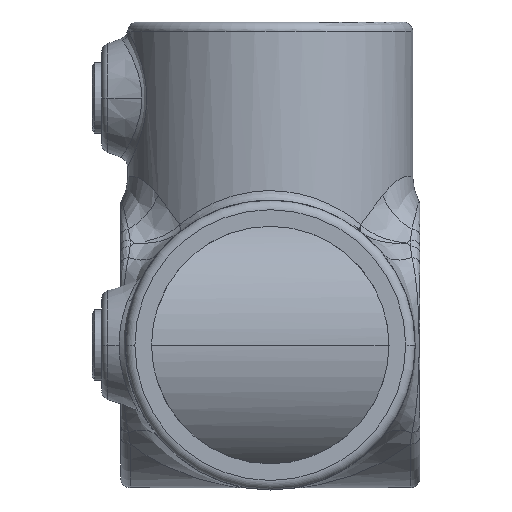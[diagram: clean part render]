
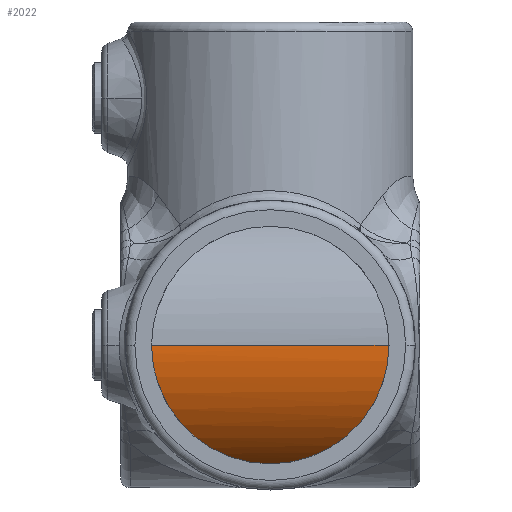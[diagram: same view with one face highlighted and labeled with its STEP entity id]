
A CAD part, left-side view. The second image highlights one B-rep face of the part: STEP entity #2022.
In plain terms, the highlighted cylindrical face has radius 30 mm (diameter 60 mm), a partial arc.
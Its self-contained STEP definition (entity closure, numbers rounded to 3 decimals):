
#58 = CARTESIAN_POINT ( 'NONE',  ( -28.005, 10.788, 22.568 ) ) ;
#202 = LINE ( 'NONE', #6537, #7699 ) ;
#461 = ORIENTED_EDGE ( 'NONE', *, *, #1647, .F. ) ;
#557 = CARTESIAN_POINT ( 'NONE',  ( -29.218, 6.858, -24.056 ) ) ;
#587 = CARTESIAN_POINT ( 'NONE',  ( -22.041, 20.354, -14.522 ) ) ;
#622 = CARTESIAN_POINT ( 'NONE',  ( -30., 0., 25. ) ) ;
#625 = CARTESIAN_POINT ( 'NONE',  ( -16.653, 24.954, 1.744 ) ) ;
#639 = DIRECTION ( 'NONE',  ( -1., 0., 0. ) ) ;
#655 = CARTESIAN_POINT ( 'NONE',  ( -22.045, 20.356, 14.533 ) ) ;
#1193 = DIRECTION ( 'NONE',  ( 0., 0., -1. ) ) ;
#1242 = CARTESIAN_POINT ( 'NONE',  ( -30., 0., -25. ) ) ;
#1274 = CARTESIAN_POINT ( 'NONE',  ( -28.543, 9.27, -23.233 ) ) ;
#1307 = CARTESIAN_POINT ( 'NONE',  ( -20.808, 21.643, -12.607 ) ) ;
#1341 = CARTESIAN_POINT ( 'NONE',  ( -16.939, 24.761, 3.476 ) ) ;
#1376 = CARTESIAN_POINT ( 'NONE',  ( -23.289, 18.922, 16.358 ) ) ;
#1452 = CYLINDRICAL_SURFACE ( 'NONE', #4200, 30. ) ;
#1647 = EDGE_CURVE ( 'NONE', #2487, #7460, #202, .T. ) ;
#1999 = CARTESIAN_POINT ( 'NONE',  ( -27.708, 11.527, -22.199 ) ) ;
#2022 = ADVANCED_FACE ( 'NONE', ( #3372 ), #1452, .T. ) ;
#2031 = CARTESIAN_POINT ( 'NONE',  ( -18.895, 23.306, -9.079 ) ) ;
#2066 = CARTESIAN_POINT ( 'NONE',  ( -17.242, 24.551, 4.737 ) ) ;
#2101 = CARTESIAN_POINT ( 'NONE',  ( -24.901, 16.786, 18.591 ) ) ;
#2194 = DIRECTION ( 'NONE',  ( 0., 0., -1. ) ) ;
#2487 = VERTEX_POINT ( 'NONE', #622 ) ;
#2732 = CARTESIAN_POINT ( 'NONE',  ( -26.73, 13.641, -20.965 ) ) ;
#2754 = CARTESIAN_POINT ( 'NONE',  ( -29.107, 7.278, 23.921 ) ) ;
#2772 = CARTESIAN_POINT ( 'NONE',  ( -17.895, 24.082, -6.763 ) ) ;
#2803 = CARTESIAN_POINT ( 'NONE',  ( -17.895, 24.082, 6.764 ) ) ;
#2815 = EDGE_LOOP ( 'NONE', ( #461, #8419 ) ) ;
#2838 = CARTESIAN_POINT ( 'NONE',  ( -26.553, 13.967, 20.738 ) ) ;
#3372 = FACE_OUTER_BOUND ( 'NONE', #2815, .T. ) ;
#3439 = CARTESIAN_POINT ( 'NONE',  ( -29.952, 1.758, -24.942 ) ) ;
#3471 = CARTESIAN_POINT ( 'NONE',  ( -24.895, 16.794, -18.584 ) ) ;
#3486 = CARTESIAN_POINT ( 'NONE',  ( -29.389, 6.037, 24.264 ) ) ;
#3506 = CARTESIAN_POINT ( 'NONE',  ( -17.118, 24.638, -4.319 ) ) ;
#3538 = CARTESIAN_POINT ( 'NONE',  ( -18.548, 23.58, 8.316 ) ) ;
#3575 = CARTESIAN_POINT ( 'NONE',  ( -27.065, 12.948, 21.39 ) ) ;
#4163 = CARTESIAN_POINT ( 'NONE',  ( -29.809, 3.493, -24.77 ) ) ;
#4190 = CARTESIAN_POINT ( 'NONE',  ( -23.285, 18.927, -16.351 ) ) ;
#4200 = AXIS2_PLACEMENT_3D ( 'NONE', #9330, #1193, #639 ) ;
#4204 = CARTESIAN_POINT ( 'NONE',  ( -29.845, 3.497, 24.815 ) ) ;
#4228 = CARTESIAN_POINT ( 'NONE',  ( -16.652, 24.955, -1.736 ) ) ;
#4261 = CARTESIAN_POINT ( 'NONE',  ( -19.081, 23.152, 9.443 ) ) ;
#4296 = CARTESIAN_POINT ( 'NONE',  ( -27.709, 11.524, 22.201 ) ) ;
#4889 = CARTESIAN_POINT ( 'NONE',  ( -29.401, 6.027, -24.278 ) ) ;
#4921 = CARTESIAN_POINT ( 'NONE',  ( -22.456, 19.895, -15.143 ) ) ;
#4938 = CARTESIAN_POINT ( 'NONE',  ( -30., 0., 25. ) ) ;
#4957 = CARTESIAN_POINT ( 'NONE',  ( -16.583, 25., 0.875 ) ) ;
#4991 = CARTESIAN_POINT ( 'NONE',  ( -20.813, 21.638, 12.616 ) ) ;
#5113 = CARTESIAN_POINT ( 'NONE',  ( -28.543, 9.27, 23.233 ) ) ;
#5219 = B_SPLINE_CURVE_WITH_KNOTS ( 'NONE', 3,
 ( #1242, #7063, #7798, #3439, #8529, #4163, #9245, #4889, #557, #5623, #1274, #6347, #1999, #7100, #2732, #7833, #3471, #8565, #4190, #9277, #4921, #587, #5656, #1307, #6383, #2031, #7134, #2772, #7864, #3506, #8594, #4228, #9307, #4957, #625, #5691, #1341, #6414, #2066, #7170, #2803, #7902, #3538, #8630, #4261, #9348, #4991, #655, #5725, #1376, #6449, #2101, #7209, #2838, #7934, #3575, #8660, #4296, #58, #5113, #7117, #2754, #7846, #3486, #8579, #4204, #9292, #4938 ),
 .UNSPECIFIED., .F., .F.,
 ( 4, 2, 2, 2, 2, 2, 2, 2, 2, 2, 2, 2, 2, 2, 2, 2, 2, 2, 2, 2, 2, 2, 2, 2, 2, 2, 2, 2, 2, 2, 2, 2, 2, 4 ),
 ( 0.083, 0.085, 0.086, 0.089, 0.091, 0.094, 0.097, 0.099, 0.104, 0.107, 0.108, 0.11, 0.115, 0.117, 0.12, 0.123, 0.125, 0.128, 0.129, 0.13, 0.133, 0.134, 0.136, 0.141, 0.143, 0.146, 0.151, 0.153, 0.154, 0.156, 0.159, 0.16, 0.162, 0.167 ),
 .UNSPECIFIED. ) ;
#5623 = CARTESIAN_POINT ( 'NONE',  ( -28.787, 8.485, -23.532 ) ) ;
#5656 = CARTESIAN_POINT ( 'NONE',  ( -21.835, 20.575, -14.206 ) ) ;
#5691 = CARTESIAN_POINT ( 'NONE',  ( -16.855, 24.818, 3.045 ) ) ;
#5725 = CARTESIAN_POINT ( 'NONE',  ( -22.46, 19.899, 15.153 ) ) ;
#6148 = EDGE_CURVE ( 'NONE', #7460, #2487, #5219, .T. ) ;
#6347 = CARTESIAN_POINT ( 'NONE',  ( -28.004, 10.791, -22.566 ) ) ;
#6383 = CARTESIAN_POINT ( 'NONE',  ( -20.003, 22.379, -11.255 ) ) ;
#6414 = CARTESIAN_POINT ( 'NONE',  ( -17.132, 24.627, 4.321 ) ) ;
#6449 = CARTESIAN_POINT ( 'NONE',  ( -23.699, 18.407, 16.934 ) ) ;
#6537 = CARTESIAN_POINT ( 'NONE',  ( -30., 0., 31.5 ) ) ;
#7063 = CARTESIAN_POINT ( 'NONE',  ( -30., 0.438, -25. ) ) ;
#7100 = CARTESIAN_POINT ( 'NONE',  ( -27.072, 12.951, -21.4 ) ) ;
#7117 = CARTESIAN_POINT ( 'NONE',  ( -28.786, 8.488, 23.53 ) ) ;
#7134 = CARTESIAN_POINT ( 'NONE',  ( -18.543, 23.586, -8.329 ) ) ;
#7170 = CARTESIAN_POINT ( 'NONE',  ( -17.607, 24.292, 5.967 ) ) ;
#7209 = CARTESIAN_POINT ( 'NONE',  ( -25.668, 15.6, 19.6 ) ) ;
#7460 = VERTEX_POINT ( 'NONE', #9276 ) ;
#7699 = VECTOR ( 'NONE', #2194, 1000. ) ;
#7798 = CARTESIAN_POINT ( 'NONE',  ( -29.99, 0.879, -24.988 ) ) ;
#7833 = CARTESIAN_POINT ( 'NONE',  ( -25.663, 15.608, -19.594 ) ) ;
#7846 = CARTESIAN_POINT ( 'NONE',  ( -29.206, 6.869, 24.042 ) ) ;
#7864 = CARTESIAN_POINT ( 'NONE',  ( -17.605, 24.293, -5.962 ) ) ;
#7902 = CARTESIAN_POINT ( 'NONE',  ( -18.378, 23.712, 7.93 ) ) ;
#7934 = CARTESIAN_POINT ( 'NONE',  ( -26.726, 13.633, 20.96 ) ) ;
#8419 = ORIENTED_EDGE ( 'NONE', *, *, #6148, .F. ) ;
#8529 = CARTESIAN_POINT ( 'NONE',  ( -29.923, 2.195, -24.907 ) ) ;
#8565 = CARTESIAN_POINT ( 'NONE',  ( -23.694, 18.414, -16.927 ) ) ;
#8579 = CARTESIAN_POINT ( 'NONE',  ( -29.473, 5.614, 24.365 ) ) ;
#8594 = CARTESIAN_POINT ( 'NONE',  ( -16.922, 24.773, -3.476 ) ) ;
#8630 = CARTESIAN_POINT ( 'NONE',  ( -18.899, 23.299, 9.072 ) ) ;
#8660 = CARTESIAN_POINT ( 'NONE',  ( -27.23, 12.596, 21.599 ) ) ;
#9245 = CARTESIAN_POINT ( 'NONE',  ( -29.696, 4.346, -24.634 ) ) ;
#9276 = CARTESIAN_POINT ( 'NONE',  ( -30., 0., -25. ) ) ;
#9277 = CARTESIAN_POINT ( 'NONE',  ( -22.664, 19.658, -15.45 ) ) ;
#9292 = CARTESIAN_POINT ( 'NONE',  ( -30., 1.766, 25. ) ) ;
#9307 = CARTESIAN_POINT ( 'NONE',  ( -16.583, 25., -0.864 ) ) ;
#9330 = CARTESIAN_POINT ( 'NONE',  ( 0., 0., 31.5 ) ) ;
#9348 = CARTESIAN_POINT ( 'NONE',  ( -20.007, 22.375, 11.263 ) ) ;
